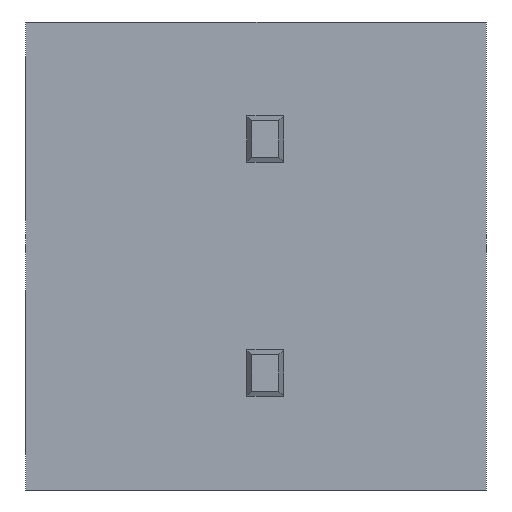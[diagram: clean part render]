
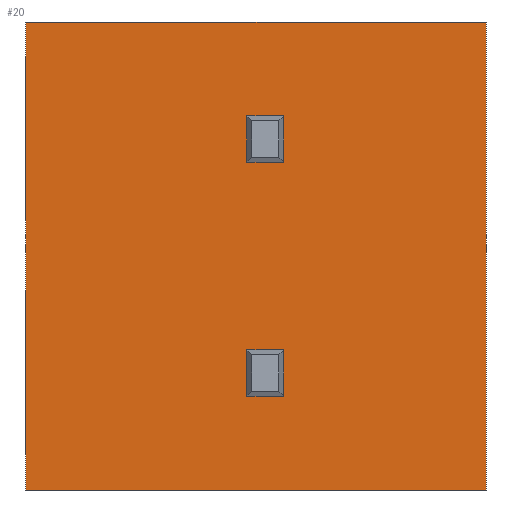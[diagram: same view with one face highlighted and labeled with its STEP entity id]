
A CAD part, front view. The second image highlights one B-rep face of the part: STEP entity #20.
In plain terms, the highlighted planar face has unit normal (0, -1, 0).
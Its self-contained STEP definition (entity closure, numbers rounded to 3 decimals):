
#4 = LINE ( 'NONE', #1473, #1109 ) ;
#20 = ADVANCED_FACE ( 'NONE', ( #771, #868, #1920 ), #126, .T. ) ;
#32 = VECTOR ( 'NONE', #1915, 1000. ) ;
#48 = CARTESIAN_POINT ( 'NONE',  ( -4.4, 0., -10.16 ) ) ;
#89 = VERTEX_POINT ( 'NONE', #1719 ) ;
#92 = EDGE_CURVE ( 'NONE', #874, #751, #977, .T. ) ;
#93 = DIRECTION ( 'NONE',  ( 0., 0., -1. ) ) ;
#96 = CARTESIAN_POINT ( 'NONE',  ( -5.2, 0., -7.12 ) ) ;
#126 = PLANE ( 'NONE',  #2785 ) ;
#136 = DIRECTION ( 'NONE',  ( -1., 0., 0. ) ) ;
#157 = EDGE_CURVE ( 'NONE', #2240, #1493, #2579, .T. ) ;
#183 = LINE ( 'NONE', #488, #2459 ) ;
#204 = VERTEX_POINT ( 'NONE', #1631 ) ;
#220 = VECTOR ( 'NONE', #402, 1000. ) ;
#239 = EDGE_CURVE ( 'NONE', #89, #204, #1066, .T. ) ;
#282 = CARTESIAN_POINT ( 'NONE',  ( 0., 0., 0. ) ) ;
#353 = EDGE_CURVE ( 'NONE', #751, #89, #938, .T. ) ;
#386 = CARTESIAN_POINT ( 'NONE',  ( -5.2, 0., -2.04 ) ) ;
#394 = DIRECTION ( 'NONE',  ( 0., 0., 1. ) ) ;
#402 = DIRECTION ( 'NONE',  ( -1., 0., 0. ) ) ;
#434 = DIRECTION ( 'NONE',  ( 0., -1., 0. ) ) ;
#455 = CARTESIAN_POINT ( 'NONE',  ( -4.4, 0., -7.12 ) ) ;
#458 = EDGE_LOOP ( 'NONE', ( #1321, #1557, #2039, #1076 ) ) ;
#474 = LINE ( 'NONE', #1907, #2749 ) ;
#488 = CARTESIAN_POINT ( 'NONE',  ( -5.2, 0., -7.12 ) ) ;
#521 = ORIENTED_EDGE ( 'NONE', *, *, #1916, .F. ) ;
#554 = EDGE_LOOP ( 'NONE', ( #981, #2222, #1639, #2296 ) ) ;
#556 = ORIENTED_EDGE ( 'NONE', *, *, #2121, .T. ) ;
#576 = CARTESIAN_POINT ( 'NONE',  ( 0., 0., 0. ) ) ;
#585 = DIRECTION ( 'NONE',  ( 0., 0., 1. ) ) ;
#604 = ORIENTED_EDGE ( 'NONE', *, *, #2777, .F. ) ;
#618 = CARTESIAN_POINT ( 'NONE',  ( -5.2, 0., -8.12 ) ) ;
#628 = CARTESIAN_POINT ( 'NONE',  ( -10., 0., -10.16 ) ) ;
#632 = DIRECTION ( 'NONE',  ( -1., 0., 0. ) ) ;
#640 = VECTOR ( 'NONE', #585, 1000. ) ;
#751 = VERTEX_POINT ( 'NONE', #1325 ) ;
#771 = FACE_BOUND ( 'NONE', #458, .T. ) ;
#782 = VERTEX_POINT ( 'NONE', #1125 ) ;
#816 = EDGE_LOOP ( 'NONE', ( #604, #2540, #556, #521 ) ) ;
#867 = EDGE_CURVE ( 'NONE', #1493, #2098, #183, .T. ) ;
#868 = FACE_OUTER_BOUND ( 'NONE', #816, .T. ) ;
#874 = VERTEX_POINT ( 'NONE', #2230 ) ;
#905 = CARTESIAN_POINT ( 'NONE',  ( -4.4, 0., -8.12 ) ) ;
#938 = LINE ( 'NONE', #1923, #1087 ) ;
#959 = LINE ( 'NONE', #48, #1530 ) ;
#977 = LINE ( 'NONE', #1824, #1659 ) ;
#981 = ORIENTED_EDGE ( 'NONE', *, *, #239, .T. ) ;
#1066 = LINE ( 'NONE', #386, #32 ) ;
#1076 = ORIENTED_EDGE ( 'NONE', *, *, #157, .T. ) ;
#1087 = VECTOR ( 'NONE', #394, 1000. ) ;
#1109 = VECTOR ( 'NONE', #136, 1000. ) ;
#1119 = CARTESIAN_POINT ( 'NONE',  ( -5.2, 0., -8.12 ) ) ;
#1125 = CARTESIAN_POINT ( 'NONE',  ( -10., 0., 0. ) ) ;
#1219 = LINE ( 'NONE', #628, #640 ) ;
#1225 = VERTEX_POINT ( 'NONE', #2095 ) ;
#1321 = ORIENTED_EDGE ( 'NONE', *, *, #867, .T. ) ;
#1325 = CARTESIAN_POINT ( 'NONE',  ( -5.2, 0., -3.04 ) ) ;
#1360 = DIRECTION ( 'NONE',  ( 1., 0., 0. ) ) ;
#1390 = CARTESIAN_POINT ( 'NONE',  ( -5.2, 0., -7.12 ) ) ;
#1401 = LINE ( 'NONE', #618, #220 ) ;
#1431 = DIRECTION ( 'NONE',  ( 0., 0., 1. ) ) ;
#1456 = VECTOR ( 'NONE', #2417, 1000. ) ;
#1473 = CARTESIAN_POINT ( 'NONE',  ( 0., 0., -10.16 ) ) ;
#1493 = VERTEX_POINT ( 'NONE', #1390 ) ;
#1530 = VECTOR ( 'NONE', #1590, 1000. ) ;
#1557 = ORIENTED_EDGE ( 'NONE', *, *, #1593, .T. ) ;
#1590 = DIRECTION ( 'NONE',  ( 0., 0., -1. ) ) ;
#1593 = EDGE_CURVE ( 'NONE', #2098, #2195, #1934, .T. ) ;
#1631 = CARTESIAN_POINT ( 'NONE',  ( -4.4, 0., -2.04 ) ) ;
#1639 = ORIENTED_EDGE ( 'NONE', *, *, #92, .T. ) ;
#1659 = VECTOR ( 'NONE', #632, 1000. ) ;
#1719 = CARTESIAN_POINT ( 'NONE',  ( -5.2, 0., -2.04 ) ) ;
#1723 = LINE ( 'NONE', #282, #1456 ) ;
#1821 = VERTEX_POINT ( 'NONE', #2101 ) ;
#1824 = CARTESIAN_POINT ( 'NONE',  ( -5.2, 0., -3.04 ) ) ;
#1871 = CARTESIAN_POINT ( 'NONE',  ( -4.4, 0., -10.16 ) ) ;
#1907 = CARTESIAN_POINT ( 'NONE',  ( 0., 0., -10.16 ) ) ;
#1915 = DIRECTION ( 'NONE',  ( 1., 0., 0. ) ) ;
#1916 = EDGE_CURVE ( 'NONE', #1225, #782, #1219, .T. ) ;
#1920 = FACE_BOUND ( 'NONE', #554, .T. ) ;
#1923 = CARTESIAN_POINT ( 'NONE',  ( -5.2, 0., -2.04 ) ) ;
#1934 = LINE ( 'NONE', #1871, #2449 ) ;
#1977 = VERTEX_POINT ( 'NONE', #576 ) ;
#2039 = ORIENTED_EDGE ( 'NONE', *, *, #2567, .T. ) ;
#2095 = CARTESIAN_POINT ( 'NONE',  ( -10., 0., -10.16 ) ) ;
#2098 = VERTEX_POINT ( 'NONE', #455 ) ;
#2101 = CARTESIAN_POINT ( 'NONE',  ( 0., 0., -10.16 ) ) ;
#2121 = EDGE_CURVE ( 'NONE', #1977, #782, #1723, .T. ) ;
#2140 = DIRECTION ( 'NONE',  ( 0., 0., 1. ) ) ;
#2181 = DIRECTION ( 'NONE',  ( 1., 0., 0. ) ) ;
#2195 = VERTEX_POINT ( 'NONE', #905 ) ;
#2222 = ORIENTED_EDGE ( 'NONE', *, *, #2692, .T. ) ;
#2230 = CARTESIAN_POINT ( 'NONE',  ( -4.4, 0., -3.04 ) ) ;
#2240 = VERTEX_POINT ( 'NONE', #1119 ) ;
#2278 = CARTESIAN_POINT ( 'NONE',  ( 0., 0., -10.16 ) ) ;
#2296 = ORIENTED_EDGE ( 'NONE', *, *, #353, .T. ) ;
#2417 = DIRECTION ( 'NONE',  ( -1., 0., 0. ) ) ;
#2449 = VECTOR ( 'NONE', #93, 1000. ) ;
#2459 = VECTOR ( 'NONE', #1360, 1000. ) ;
#2515 = VECTOR ( 'NONE', #1431, 1000. ) ;
#2540 = ORIENTED_EDGE ( 'NONE', *, *, #2823, .T. ) ;
#2567 = EDGE_CURVE ( 'NONE', #2195, #2240, #1401, .T. ) ;
#2579 = LINE ( 'NONE', #96, #2515 ) ;
#2692 = EDGE_CURVE ( 'NONE', #204, #874, #959, .T. ) ;
#2749 = VECTOR ( 'NONE', #2140, 1000. ) ;
#2777 = EDGE_CURVE ( 'NONE', #1821, #1225, #4, .T. ) ;
#2785 = AXIS2_PLACEMENT_3D ( 'NONE', #2278, #434, #2181 ) ;
#2823 = EDGE_CURVE ( 'NONE', #1821, #1977, #474, .T. ) ;
